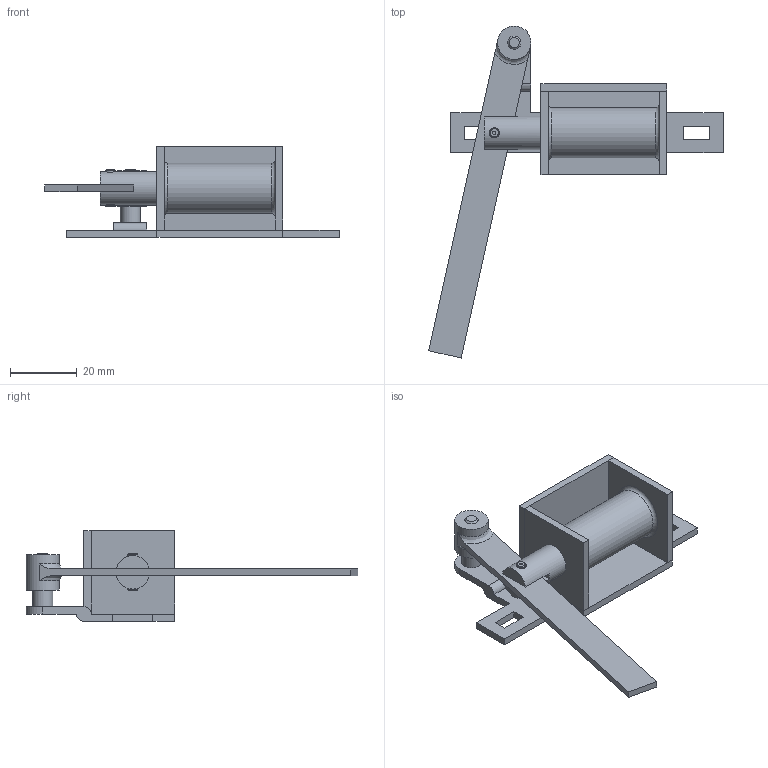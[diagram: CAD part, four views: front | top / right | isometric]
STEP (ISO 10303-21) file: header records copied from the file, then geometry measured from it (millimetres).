
FILE_DESCRIPTION(/* description */ (''),/* implementation_level */ '2;1');
FILE_NAME(/* name */ 'CustomizedSolenoid v5.step',/* time_stamp */ '2020-03-15T17:47:27-03:00',/* author */ (''),/* organization */ (''),/* preprocessor_version */ 'ST-DEVELOPER v18',/* originating_system */ 'Autodesk Translation Framework v8.12.0.6',/* authorisation */ '');
FILE_SCHEMA (('AUTOMOTIVE_DESIGN { 1 0 10303 214 3 1 1 }'));
Length unit declared in the file: millimetre
Products named in the file (1): CustomizedSolenoid
Bounding box: 88.23 x 99.44 x 27.2 mm (x, y, z)
Volume: 17153.4 mm3; surface area: 15988.2 mm2
Topology: 5 solids, 5 shells, 81 faces, 208 edges, 140 vertices
Faces by surface type: plane 58, cylinder 15, torus 4, bspline 3, cone 1
Full cylindrical faces by diameter (mm): 1 x1, 3 x3, 4 x2, 6 x1, 10 x3, 15 x1
Entity records: 3188 total; most frequent: CARTESIAN_POINT 1127, ORIENTED_EDGE 416, DIRECTION 404, EDGE_CURVE 208, LINE 144, VECTOR 144, VERTEX_POINT 140, AXIS2_PLACEMENT_3D 130
